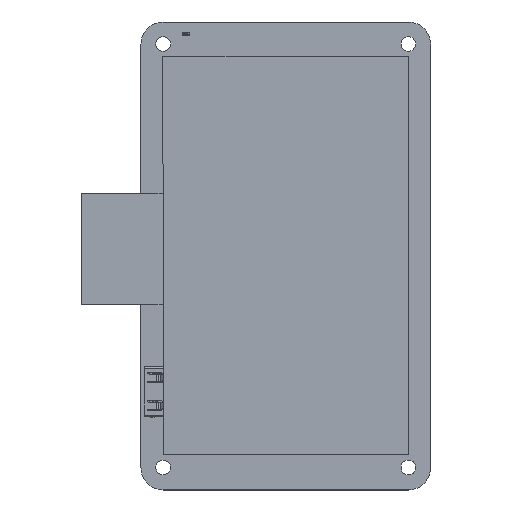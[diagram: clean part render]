
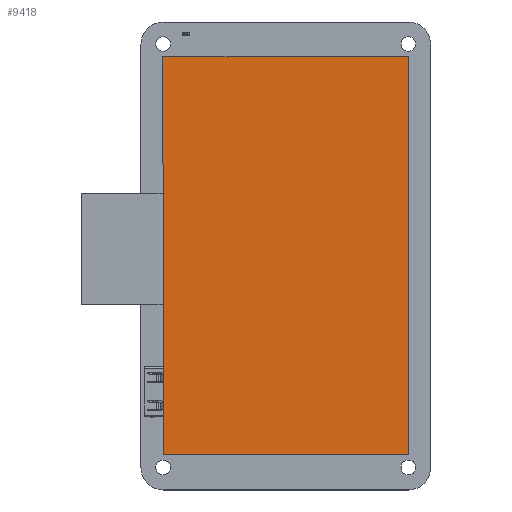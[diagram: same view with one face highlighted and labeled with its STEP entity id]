
A CAD part, top view. The second image highlights one B-rep face of the part: STEP entity #9418.
In plain terms, the highlighted planar face has unit normal (0, 0, 1).
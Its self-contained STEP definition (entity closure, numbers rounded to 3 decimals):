
#9289 = VERTEX_POINT('',#9290);
#9290 = CARTESIAN_POINT('',(-27.424,-44.65,4.1));
#9296 = EDGE_CURVE('',#9289,#9297,#9299,.T.);
#9297 = VERTEX_POINT('',#9298);
#9298 = CARTESIAN_POINT('',(27.552,-44.65,4.1));
#9299 = LINE('',#9300,#9301);
#9300 = CARTESIAN_POINT('',(-27.424,-44.65,4.1));
#9301 = VECTOR('',#9302,1.);
#9302 = DIRECTION('',(1.,0.,0.));
#9327 = EDGE_CURVE('',#9297,#9328,#9330,.T.);
#9328 = VERTEX_POINT('',#9329);
#9329 = CARTESIAN_POINT('',(27.552,44.65,4.1));
#9330 = LINE('',#9331,#9332);
#9331 = CARTESIAN_POINT('',(27.552,-44.65,4.1));
#9332 = VECTOR('',#9333,1.);
#9333 = DIRECTION('',(0.,1.,0.));
#9358 = EDGE_CURVE('',#9328,#9359,#9361,.T.);
#9359 = VERTEX_POINT('',#9360);
#9360 = CARTESIAN_POINT('',(-27.552,44.65,4.1));
#9361 = LINE('',#9362,#9363);
#9362 = CARTESIAN_POINT('',(27.552,44.65,4.1));
#9363 = VECTOR('',#9364,1.);
#9364 = DIRECTION('',(-1.,0.,0.));
#9389 = EDGE_CURVE('',#9359,#9289,#9390,.T.);
#9390 = LINE('',#9391,#9392);
#9391 = CARTESIAN_POINT('',(-27.552,44.65,4.1));
#9392 = VECTOR('',#9393,1.);
#9393 = DIRECTION('',(0.001,-1.,0.));
#9418 = ADVANCED_FACE('',(#9419),#9425,.T.);
#9419 = FACE_BOUND('',#9420,.T.);
#9420 = EDGE_LOOP('',(#9421,#9422,#9423,#9424));
#9421 = ORIENTED_EDGE('',*,*,#9296,.T.);
#9422 = ORIENTED_EDGE('',*,*,#9327,.T.);
#9423 = ORIENTED_EDGE('',*,*,#9358,.T.);
#9424 = ORIENTED_EDGE('',*,*,#9389,.T.);
#9425 = PLANE('',#9426);
#9426 = AXIS2_PLACEMENT_3D('',#9427,#9428,#9429);
#9427 = CARTESIAN_POINT('',(0.032,0.02,
    4.1));
#9428 = DIRECTION('',(0.,0.,1.));
#9429 = DIRECTION('',(1.,0.,-0.));
